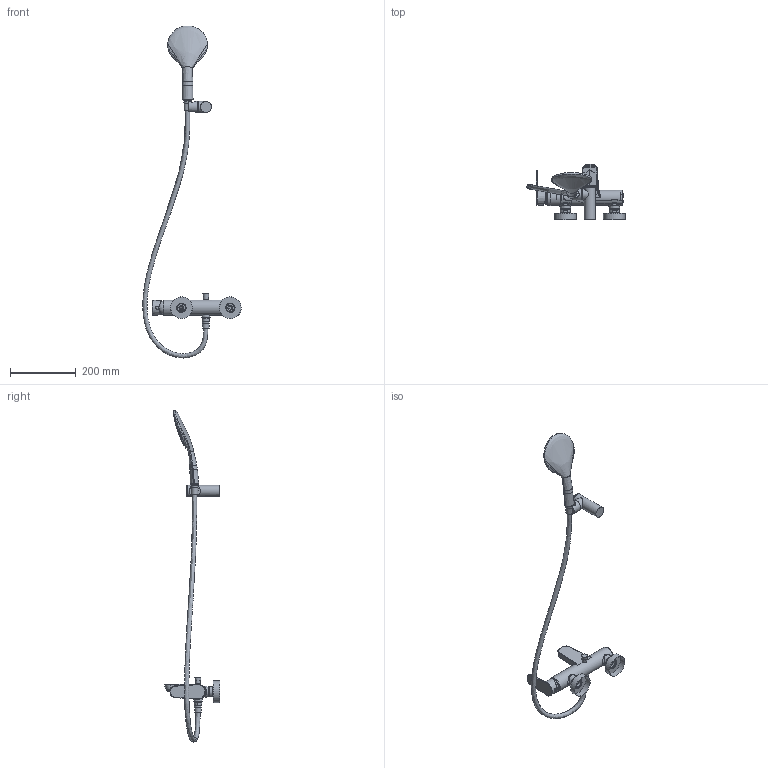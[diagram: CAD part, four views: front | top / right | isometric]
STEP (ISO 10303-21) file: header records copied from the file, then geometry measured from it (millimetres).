
FILE_DESCRIPTION (( 'STEP AP203' ), '1' );
FILE_NAME ('36CP00628.STEP', '2020-09-08T07:22:37', ( '' ), ( '' ), 'SwSTEP 2.0', 'SolidWorks 2018', '' );
FILE_SCHEMA (( 'CONFIG_CONTROL_DESIGN' ));
Length unit declared in the file: millimetre
Products named in the file (1): 36CP00628
Bounding box: 300.05 x 167.63 x 1011.3 mm (x, y, z)
Surface area: 275184.9 mm2 (no closed solid volume)
Topology: 0 solids, 18 shells, 1466 faces, 3359 edges, 2074 vertices
Faces by surface type: bspline 554, cylinder 357, plane 281, sphere 117, cone 111, torus 46
Full cylindrical faces by diameter (mm): 5.1 x2, 6.8 x1, 8 x2, 9.5 x1, 10 x1, 10.4 x2, 11 x2, 12.6 x1, 13.5 x1, 13.6 x1, 14 x1, 15 x1, 16 x3, 16.5 x2, 18 x3, 18.968 x1, 19 x2, 19.5 x1, 20.5 x2, 20.8 x1, 21 x4, 21.268 x1, 21.3 x1, 22 x2, 22.5 x4, 23 x1, 24 x3, 24.5 x3, 25.6 x2, 26 x1
Entity records: 105663 total; most frequent: CARTESIAN_POINT 80553, ORIENTED_EDGE 5737, DIRECTION 3314, EDGE_CURVE 2876, EDGE_LOOP 1963, VERTEX_POINT 1906, B_SPLINE_CURVE_WITH_KNOTS 1738, FACE_OUTER_BOUND 1720
